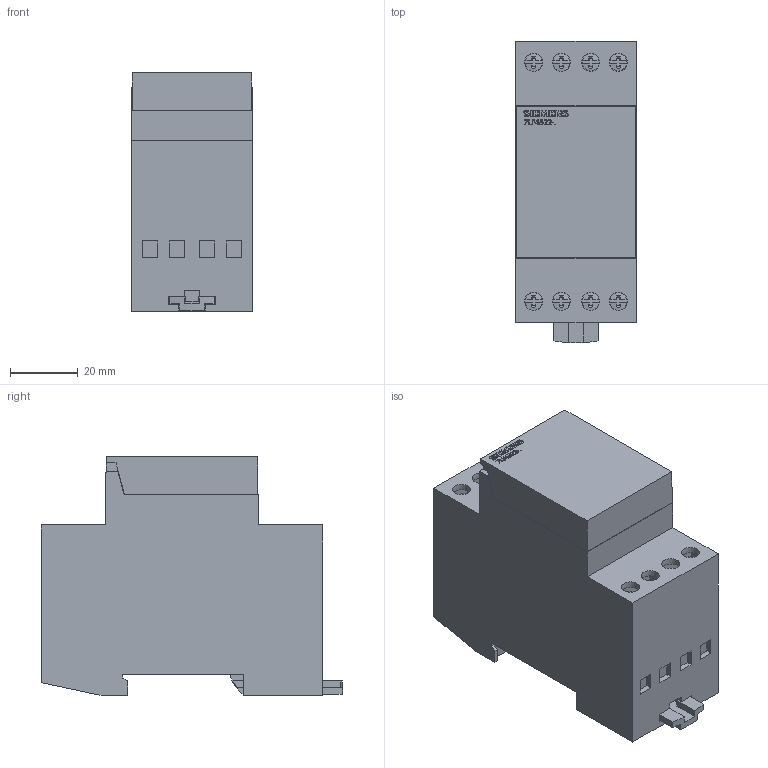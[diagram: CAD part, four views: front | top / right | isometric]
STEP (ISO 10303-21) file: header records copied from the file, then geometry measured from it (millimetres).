
FILE_DESCRIPTION(/* description */ (''),/* implementation_level */ '2;1');
FILE_NAME(/* name */ '7LF4522-0_PO_v.stp',/* time_stamp */ '2023-03-30T15:59:53+02:00',/* author */ ('"(c) Siemens AG Smart Infrastructure"'),/* organization */ ('"(c) Siemens AG - Smart Infrastructure - EP"'),/* preprocessor_version */ 'ST-DEVELOPER v18.101',/* originating_system */ 'SIEMENS PLM Software NX 2008',/* authorisation */ '"Transmittal reproduction, dissemination and/or editing of this document as well as utilization of its contents and communication thereof to others without express authorization is prohibited. Offenders will be held liable for payment of damages. All rights created by patent grant or registration of a utility model or design patent are reserved."');
FILE_SCHEMA (('AUTOMOTIVE_DESIGN { 1 0 10303 214 3 1 1 1 }'));
Length unit declared in the file: millimetre
Products named in the file (1): model3
Bounding box: 35.6 x 88.89 x 70.3 mm (x, y, z)
Volume: 167823.9 mm3; surface area: 25905.2 mm2
Topology: 1 solids, 8 shells, 467 faces, 1248 edges, 841 vertices
Faces by surface type: plane 391, cone 26, extrusion 18, sphere 16, cylinder 16
Full cylindrical faces by diameter (mm): 3.1 x6, 5.35 x6
Entity records: 18475 total; most frequent: CARTESIAN_POINT 3744, ORIENTED_EDGE 2406, DIRECTION 2163, EDGE_CURVE 1203, VECTOR 823, VERTEX_POINT 816, LINE 805, AXIS2_PLACEMENT_3D 670
